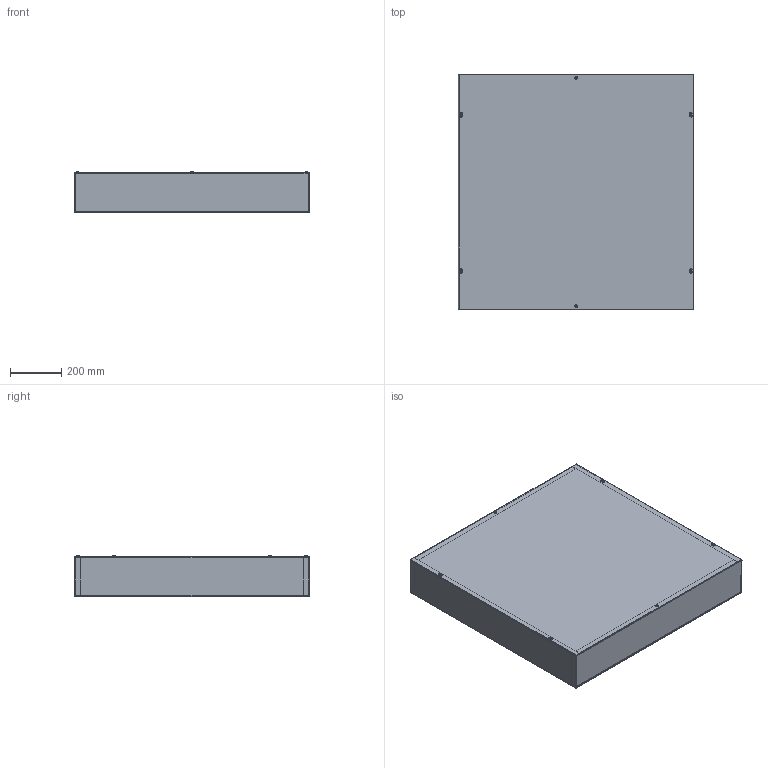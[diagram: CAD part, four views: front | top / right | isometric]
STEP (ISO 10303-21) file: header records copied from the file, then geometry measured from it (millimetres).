
FILE_DESCRIPTION(/* description */ ('SC_NK, BLR, 36X36X6'),/* implementation_level */ '2;1');
FILE_NAME(/* name */ 'SC363606NK.stp',/* time_stamp */ '2017-06-05T10:54:34-05:00',/* author */ ('wford'),/* organization */ (''),/* preprocessor_version */ 'ST-DEVELOPER v16.1',/* originating_system */ 'Autodesk Inventor 2016',/* authorisation */ '');
FILE_SCHEMA (('AUTOMOTIVE_DESIGN { 1 0 10303 214 3 1 1 }'));
Length unit declared in the file: inch
Products named in the file (5): SC363606NKBLR; SC3606NKTB; SC3636LPA; 37214; SC_NK-3pc
Assembly tree (10 placements, depth 2):
  SC_NK-3pc
    SC363606NKBLR
    SC3606NKTB  x2
    SC3636LPA
    37214  x6
Bounding box: 919.16 x 914.4 x 160.5 mm (x, y, z)
Volume: 5589449 mm3; surface area: 4726149.4 mm2
Topology: 10 solids, 10 shells, 412 faces, 1047 edges, 657 vertices
Faces by surface type: plane 234, cone 68, cylinder 51, bspline 32, torus 15, sphere 12
Full cylindrical faces by diameter (mm): 4.343 x7, 4.826 x6, 7.144 x4, 7.925 x2
Entity records: 5102 total; most frequent: CARTESIAN_POINT 1122, DIRECTION 774, ORIENTED_EDGE 742, EDGE_CURVE 371, AXIS2_PLACEMENT_3D 277, VERTEX_POINT 237, LINE 220, VECTOR 220
